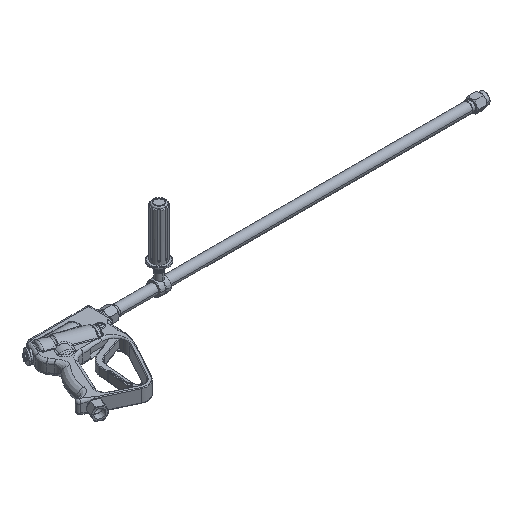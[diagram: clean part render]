
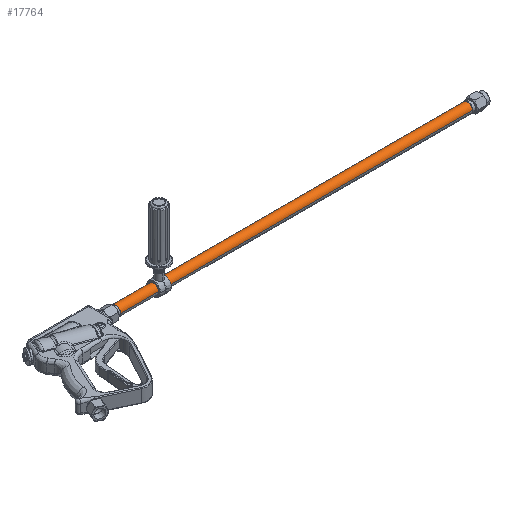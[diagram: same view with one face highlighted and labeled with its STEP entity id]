
A CAD part, isometric view. The second image highlights one B-rep face of the part: STEP entity #17764.
In plain terms, the highlighted cylindrical face has radius 10.668 mm (diameter 21.336 mm), a partial arc.
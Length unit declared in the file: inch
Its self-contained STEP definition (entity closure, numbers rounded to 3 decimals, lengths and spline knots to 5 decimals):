
#525 = CARTESIAN_POINT ( 'NONE',  ( 28.82041, 3.4943, 0.01543 ) ) ;
#2686 = VERTEX_POINT ( 'NONE', #3746 ) ;
#3038 = AXIS2_PLACEMENT_3D ( 'NONE', #7714, #26227, #15302 ) ;
#3746 = CARTESIAN_POINT ( 'NONE',  ( 28.82041, 3.4943, 0.01543 ) ) ;
#4140 = DIRECTION ( 'NONE',  ( -1., 0., 0. ) ) ;
#4774 = VECTOR ( 'NONE', #23560, 39.37008 ) ;
#6054 = CARTESIAN_POINT ( 'NONE',  ( 28.82041, 2.6543, 0.01543 ) ) ;
#6437 = VERTEX_POINT ( 'NONE', #15848 ) ;
#6604 = VERTEX_POINT ( 'NONE', #6054 ) ;
#7714 = CARTESIAN_POINT ( 'NONE',  ( -1.17566, 3.0743, 0.01543 ) ) ;
#9463 = ORIENTED_EDGE ( 'NONE', *, *, #21188, .T. ) ;
#9649 = CARTESIAN_POINT ( 'NONE',  ( 28.82041, 3.0743, 0.01543 ) ) ;
#10223 = DIRECTION ( 'NONE',  ( 0., 1., 0. ) ) ;
#10714 = AXIS2_PLACEMENT_3D ( 'NONE', #15104, #4140, #10223 ) ;
#12033 = CIRCLE ( 'NONE', #21657, 0.42 ) ;
#12391 = VECTOR ( 'NONE', #13571, 39.37008 ) ;
#13571 = DIRECTION ( 'NONE',  ( -1., 0., 0. ) ) ;
#15104 = CARTESIAN_POINT ( 'NONE',  ( 28.82041, 3.0743, 0.01543 ) ) ;
#15302 = DIRECTION ( 'NONE',  ( 0., -1., 0. ) ) ;
#15848 = CARTESIAN_POINT ( 'NONE',  ( -1.17566, 2.6543, 0.01543 ) ) ;
#16379 = FACE_OUTER_BOUND ( 'NONE', #32003, .T. ) ;
#17764 = ADVANCED_FACE ( 'NONE', ( #16379 ), #25636, .T. ) ;
#18004 = ORIENTED_EDGE ( 'NONE', *, *, #23242, .T. ) ;
#18513 = LINE ( 'NONE', #525, #4774 ) ;
#20105 = CIRCLE ( 'NONE', #3038, 0.42 ) ;
#21188 = EDGE_CURVE ( 'NONE', #2686, #33423, #18513, .T. ) ;
#21657 = AXIS2_PLACEMENT_3D ( 'NONE', #9649, #25494, #33525 ) ;
#23242 = EDGE_CURVE ( 'NONE', #33423, #6437, #20105, .T. ) ;
#23560 = DIRECTION ( 'NONE',  ( -1., 0., 0. ) ) ;
#24774 = CARTESIAN_POINT ( 'NONE',  ( -1.17566, 3.4943, 0.01543 ) ) ;
#25494 = DIRECTION ( 'NONE',  ( 1., 0., 0. ) ) ;
#25636 = CYLINDRICAL_SURFACE ( 'NONE', #10714, 0.42 ) ;
#26227 = DIRECTION ( 'NONE',  ( 1., 0., 0. ) ) ;
#28859 = EDGE_CURVE ( 'NONE', #2686, #6604, #12033, .T. ) ;
#29827 = EDGE_CURVE ( 'NONE', #6604, #6437, #33497, .T. ) ;
#32003 = EDGE_LOOP ( 'NONE', ( #34288, #32081, #9463, #18004 ) ) ;
#32081 = ORIENTED_EDGE ( 'NONE', *, *, #28859, .F. ) ;
#33423 = VERTEX_POINT ( 'NONE', #24774 ) ;
#33497 = LINE ( 'NONE', #33755, #12391 ) ;
#33525 = DIRECTION ( 'NONE',  ( 0., -1., 0. ) ) ;
#33755 = CARTESIAN_POINT ( 'NONE',  ( 28.82041, 2.6543, 0.01543 ) ) ;
#34288 = ORIENTED_EDGE ( 'NONE', *, *, #29827, .F. ) ;
